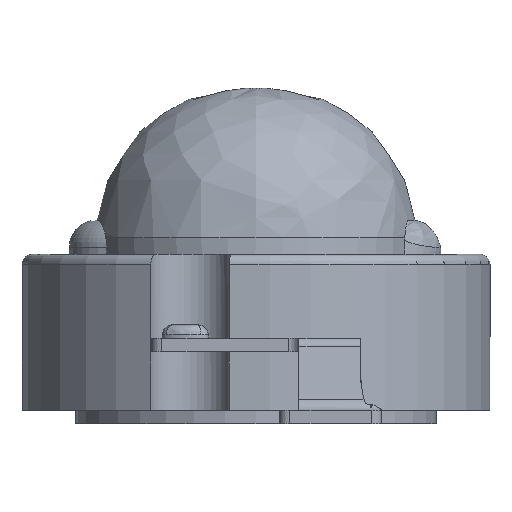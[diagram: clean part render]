
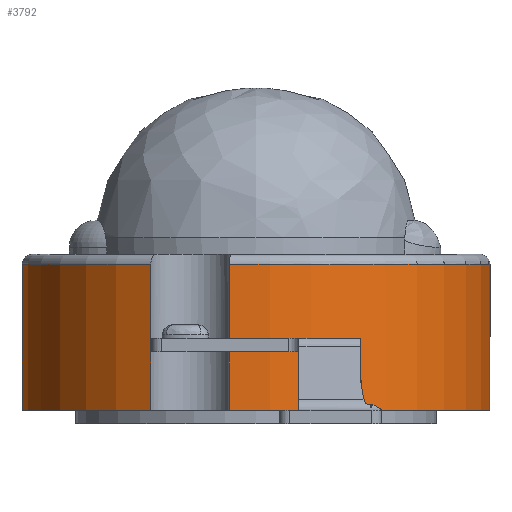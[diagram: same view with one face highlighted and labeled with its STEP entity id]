
A CAD part, left-side view. The second image highlights one B-rep face of the part: STEP entity #3792.
In plain terms, the highlighted cylindrical face has radius 3.457 mm (diameter 6.915 mm), a partial arc.
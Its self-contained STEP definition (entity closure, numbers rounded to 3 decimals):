
#128=LINE('',#5437,#564);
#129=LINE('',#5439,#565);
#564=VECTOR('',#4373,2.15);
#565=VECTOR('',#4374,2.15);
#1000=CYLINDRICAL_SURFACE('',#4051,3.457);
#1043=FACE_OUTER_BOUND('',#1276,.T.);
#1276=EDGE_LOOP('',(#2508,#2509,#2510,#2511));
#1510=CIRCLE('',#4049,3.457);
#1512=CIRCLE('',#4052,3.457);
#1586=VERTEX_POINT('',#5429);
#1587=VERTEX_POINT('',#5430);
#1589=VERTEX_POINT('',#5436);
#1590=VERTEX_POINT('',#5438);
#1955=EDGE_CURVE('',#1587,#1586,#1510,.T.);
#1957=EDGE_CURVE('',#1587,#1589,#128,.T.);
#1958=EDGE_CURVE('',#1586,#1590,#129,.T.);
#1959=EDGE_CURVE('',#1589,#1590,#1512,.T.);
#2508=ORIENTED_EDGE('',*,*,#1957,.F.);
#2509=ORIENTED_EDGE('',*,*,#1955,.T.);
#2510=ORIENTED_EDGE('',*,*,#1958,.T.);
#2511=ORIENTED_EDGE('',*,*,#1959,.F.);
#3792=ADVANCED_FACE('',(#1043),#1000,.T.);
#4049=AXIS2_PLACEMENT_3D('',#5432,#4367,#4368);
#4051=AXIS2_PLACEMENT_3D('',#5435,#4371,#4372);
#4052=AXIS2_PLACEMENT_3D('',#5440,#4375,#4376);
#4367=DIRECTION('center_axis',(0.,0.,1.));
#4368=DIRECTION('ref_axis',(-1.,0.,0.));
#4371=DIRECTION('center_axis',(0.,0.,1.));
#4372=DIRECTION('ref_axis',(-1.,0.,0.));
#4373=DIRECTION('',(0.,0.,1.));
#4374=DIRECTION('',(0.,0.,1.));
#4375=DIRECTION('center_axis',(0.,0.,1.));
#4376=DIRECTION('ref_axis',(0.958,-0.285,0.));
#5429=CARTESIAN_POINT('',(-3.09,1.55,0.2));
#5430=CARTESIAN_POINT('',(-3.435,0.392,0.2));
#5432=CARTESIAN_POINT('Origin',(0.,0.,0.2));
#5435=CARTESIAN_POINT('Origin',(0.,0.,0.));
#5436=CARTESIAN_POINT('',(-3.435,0.392,2.35));
#5437=CARTESIAN_POINT('',(-3.435,0.392,1.263));
#5438=CARTESIAN_POINT('',(-3.09,1.55,2.35));
#5439=CARTESIAN_POINT('',(-3.09,1.55,2.5));
#5440=CARTESIAN_POINT('Origin',(0.,0.,2.35));
